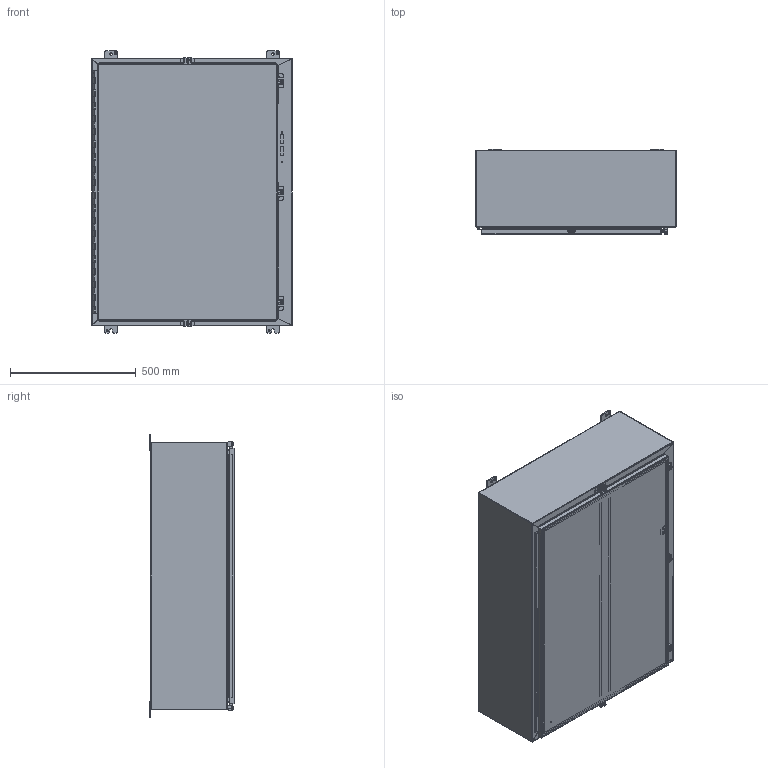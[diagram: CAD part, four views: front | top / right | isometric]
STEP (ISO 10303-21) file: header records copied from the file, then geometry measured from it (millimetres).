
FILE_DESCRIPTION (( 'STEP AP203' ), '1' );
FILE_NAME ('1447SN4H12_Default.step', '2019-11-12T14:59:33', ( '' ), ( '' ), 'SwSTEP 2.0', 'SolidWorks 2019', '' );
FILE_SCHEMA (( 'CONFIG_CONTROL_DESIGN' ));
Length unit declared in the file: inch
Products named in the file (1): 1447SN4H12_Default
Bounding box: 796.92 x 340.28 x 1123.95 mm (x, y, z)
Volume: 8142282.9 mm3; surface area: 8430449.8 mm2
Topology: 58 solids, 59 shells, 1928 faces, 5046 edges, 3284 vertices
Faces by surface type: plane 1116, cylinder 703, bspline 82, cone 27
Entity records: 62963 total; most frequent: CARTESIAN_POINT 14732, ORIENTED_EDGE 10084, DIRECTION 9960, EDGE_CURVE 5042, VECTOR 3448, LINE 3448, VERTEX_POINT 3284, AXIS2_PLACEMENT_3D 3256
